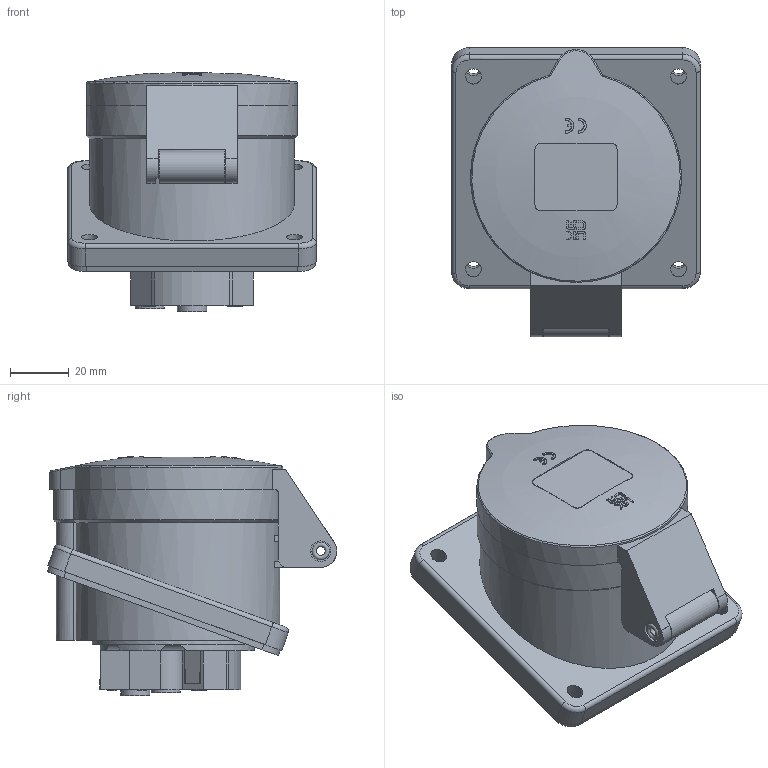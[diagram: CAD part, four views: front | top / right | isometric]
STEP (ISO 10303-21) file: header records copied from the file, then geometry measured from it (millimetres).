
FILE_DESCRIPTION(/* description */ (''),/* implementation_level */ '2;1');
FILE_NAME(/* name */ '1215.stp',/* time_stamp */ '2023-09-12T09:55:36+02:00',/* author */ ('massmann'),/* organization */ (''),/* preprocessor_version */ 'ST-DEVELOPER v17',/* originating_system */ 'Autodesk Inventor 2018',/* authorisation */ '');
FILE_SCHEMA (('AUTOMOTIVE_DESIGN { 1 0 10303 214 3 1 1 }'));
Length unit declared in the file: millimetre
Products named in the file (1): 1215
Bounding box: 85 x 98.88 x 81.61 mm (x, y, z)
Volume: 295481 mm3; surface area: 47845.6 mm2
Topology: 1 solids, 1 shells, 573 faces, 1575 edges, 1041 vertices
Faces by surface type: plane 367, cylinder 124, bspline 48, torus 17, sphere 10, cone 7
Full cylindrical faces by diameter (mm): 3 x1, 4.3 x2, 5 x2, 5.2 x4, 5.8 x2, 6 x2, 7 x7, 10 x2, 53 x1, 54 x1, 58 x1
Entity records: 20443 total; most frequent: CARTESIAN_POINT 5104, ORIENTED_EDGE 3150, DIRECTION 3009, EDGE_CURVE 1575, AXIS2_PLACEMENT_3D 1061, VERTEX_POINT 1041, LINE 887, VECTOR 887
